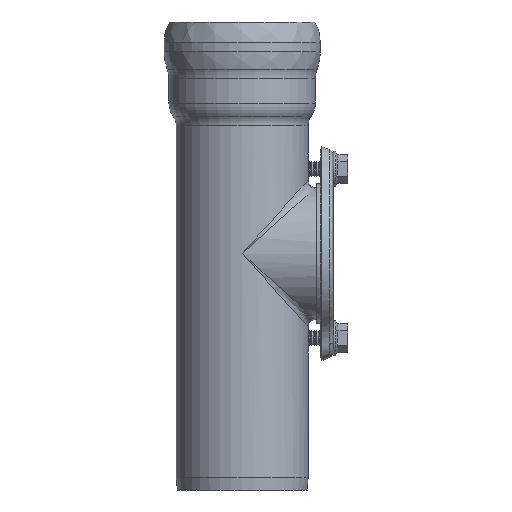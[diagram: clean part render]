
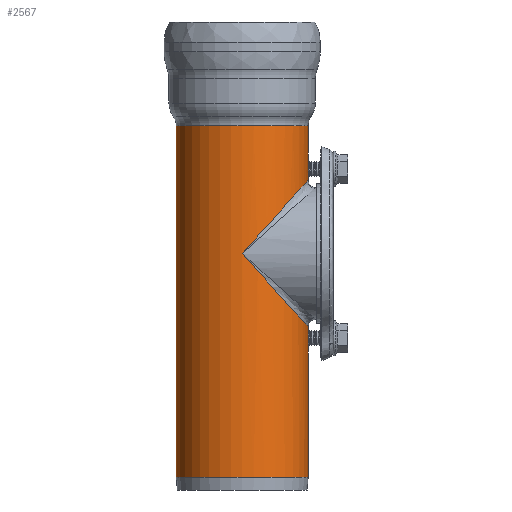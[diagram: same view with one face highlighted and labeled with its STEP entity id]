
A CAD part, left-side view. The second image highlights one B-rep face of the part: STEP entity #2567.
In plain terms, the highlighted cylindrical face has radius 265 mm (diameter 530 mm), a full revolution.
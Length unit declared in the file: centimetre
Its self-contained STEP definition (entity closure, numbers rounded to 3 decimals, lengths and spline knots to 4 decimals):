
#146=ELLIPSE('',#3073,39.6548,26.5);
#147=ELLIPSE('',#3074,39.6548,26.5);
#196=CYLINDRICAL_SURFACE('',#3072,26.5);
#317=FACE_OUTER_BOUND('',#509,.T.);
#509=EDGE_LOOP('',(#1676,#1677,#1678,#1679,#1680,#1681,#1682,#1683,#1684));
#719=CIRCLE('',#3067,26.5);
#720=CIRCLE('',#3068,26.5);
#723=CIRCLE('',#3075,26.5);
#937=VERTEX_POINT('',#4550);
#938=VERTEX_POINT('',#4552);
#940=VERTEX_POINT('',#4561);
#941=VERTEX_POINT('',#4563);
#942=VERTEX_POINT('',#4566);
#1211=EDGE_CURVE('',#937,#938,#719,.T.);
#1212=EDGE_CURVE('',#938,#937,#720,.T.);
#1216=EDGE_CURVE('',#938,#940,#2781,.T.);
#1217=EDGE_CURVE('',#941,#940,#146,.T.);
#1218=EDGE_CURVE('',#940,#941,#147,.T.);
#1219=EDGE_CURVE('',#940,#942,#2782,.T.);
#1220=EDGE_CURVE('',#942,#942,#723,.T.);
#1676=ORIENTED_EDGE('',*,*,#1211,.F.);
#1677=ORIENTED_EDGE('',*,*,#1212,.F.);
#1678=ORIENTED_EDGE('',*,*,#1216,.T.);
#1679=ORIENTED_EDGE('',*,*,#1217,.F.);
#1680=ORIENTED_EDGE('',*,*,#1218,.F.);
#1681=ORIENTED_EDGE('',*,*,#1219,.T.);
#1682=ORIENTED_EDGE('',*,*,#1220,.T.);
#1683=ORIENTED_EDGE('',*,*,#1219,.F.);
#1684=ORIENTED_EDGE('',*,*,#1216,.F.);
#2567=ADVANCED_FACE('',(#317),#196,.T.);
#2781=LINE('',#4562,#2919);
#2782=LINE('',#4567,#2920);
#2919=VECTOR('',#3506,26.5);
#2920=VECTOR('',#3511,26.5);
#3067=AXIS2_PLACEMENT_3D('',#4553,#3493,#3494);
#3068=AXIS2_PLACEMENT_3D('',#4554,#3495,#3496);
#3072=AXIS2_PLACEMENT_3D('',#4560,#3504,#3505);
#3073=AXIS2_PLACEMENT_3D('',#4564,#3507,#3508);
#3074=AXIS2_PLACEMENT_3D('',#4565,#3509,#3510);
#3075=AXIS2_PLACEMENT_3D('',#4568,#3512,#3513);
#3493=DIRECTION('center_axis',(0.,0.,
-1.));
#3494=DIRECTION('ref_axis',(1.,0.,0.));
#3495=DIRECTION('center_axis',(0.,0.,
-1.));
#3496=DIRECTION('ref_axis',(1.,0.,0.));
#3504=DIRECTION('center_axis',(0.,0.,
-1.));
#3505=DIRECTION('ref_axis',(-1.,0.,0.));
#3506=DIRECTION('',(0.,0.,1.));
#3507=DIRECTION('center_axis',(0.,-0.744,
0.668));
#3508=DIRECTION('ref_axis',(0.,-0.668,-0.744));
#3509=DIRECTION('center_axis',(0.,-0.744,
-0.668));
#3510=DIRECTION('ref_axis',(0.,-0.668,0.744));
#3511=DIRECTION('',(0.,0.,1.));
#3512=DIRECTION('center_axis',(0.,0.,-1.));
#3513=DIRECTION('ref_axis',(1.,0.,0.));
#4550=CARTESIAN_POINT('',(0.,-26.5,5.0437));
#4552=CARTESIAN_POINT('',(26.5,0.,5.0437));
#4553=CARTESIAN_POINT('Origin',(0.,0.,
5.0437));
#4554=CARTESIAN_POINT('Origin',(0.,0.,
5.0437));
#4560=CARTESIAN_POINT('Origin',(0.,0.,
6.25));
#4561=CARTESIAN_POINT('',(26.5,0.,95.));
#4562=CARTESIAN_POINT('',(26.5,0.,6.25));
#4563=CARTESIAN_POINT('',(-26.5,0.,95.));
#4564=CARTESIAN_POINT('Origin',(0.,0.,
95.));
#4565=CARTESIAN_POINT('Origin',(0.,0.,
95.));
#4566=CARTESIAN_POINT('',(26.5,0.,146.268));
#4567=CARTESIAN_POINT('',(26.5,0.,6.25));
#4568=CARTESIAN_POINT('Origin',(0.,0.,
146.268));
